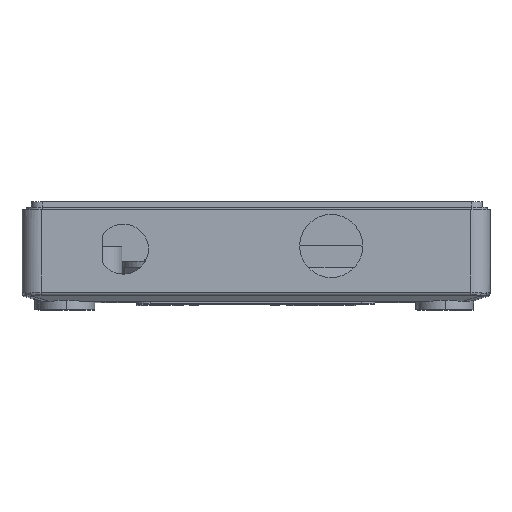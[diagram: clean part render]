
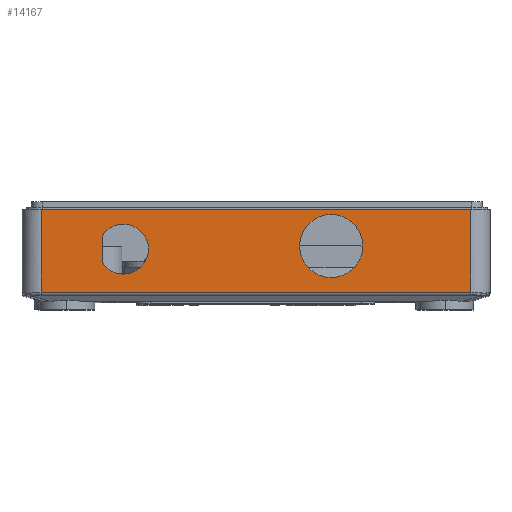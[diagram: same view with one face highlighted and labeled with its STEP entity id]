
A CAD part, top view. The second image highlights one B-rep face of the part: STEP entity #14167.
In plain terms, the highlighted planar face has unit normal (0, 0, 1).
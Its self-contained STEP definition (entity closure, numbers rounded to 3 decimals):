
#1815 = EDGE_CURVE ( 'NONE', #1826, #1816, #6181, .T. ) ;
#1816 = VERTEX_POINT ( 'NONE', #6175 ) ;
#1826 = VERTEX_POINT ( 'NONE', #6251 ) ;
#1831 = VERTEX_POINT ( 'NONE', #6169 ) ;
#1850 = EDGE_CURVE ( 'NONE', #1858, #1831, #11497, .T. ) ;
#1858 = VERTEX_POINT ( 'NONE', #11530 ) ;
#6169 = CARTESIAN_POINT ( 'NONE',  ( 10.415, 8.532, 0. ) ) ;
#6171 = DIRECTION ( 'NONE',  ( 1., 0., 0. ) ) ;
#6173 = DIRECTION ( 'NONE',  ( 0., 0., 1. ) ) ;
#6174 = CARTESIAN_POINT ( 'NONE',  ( 40.165, 7.2, 0. ) ) ;
#6175 = CARTESIAN_POINT ( 'NONE',  ( 44.265, 7.2, 0. ) ) ;
#6179 = AXIS2_PLACEMENT_3D ( 'NONE', #6174, #6173, #6171 ) ;
#6181 = CIRCLE ( 'NONE', #6179, 4.1 ) ;
#6251 = CARTESIAN_POINT ( 'NONE',  ( 36.065, 7.2, 0. ) ) ;
#6573 = CARTESIAN_POINT ( 'NONE',  ( 58.3, 11.95, 0. ) ) ;
#6608 = CARTESIAN_POINT ( 'NONE',  ( 58.3, 1.211, 0. ) ) ;
#6765 = DIRECTION ( 'NONE',  ( 0., 1., 0. ) ) ;
#6767 = VECTOR ( 'NONE', #6765, 1000. ) ;
#6768 = CARTESIAN_POINT ( 'NONE',  ( 58.3, 1.6, 0. ) ) ;
#6771 = LINE ( 'NONE', #6768, #6767 ) ;
#9822 = EDGE_CURVE ( 'NONE', #9839, #9945, #15395, .T. ) ;
#9839 = VERTEX_POINT ( 'NONE', #15388 ) ;
#9945 = VERTEX_POINT ( 'NONE', #15574 ) ;
#10316 = EDGE_CURVE ( 'NONE', #9839, #19213, #16124, .T. ) ;
#10630 = EDGE_LOOP ( 'NONE', ( #14734, #18650, #10731, #11281 ) ) ;
#10728 = EDGE_LOOP ( 'NONE', ( #11282, #18649, #14733 ) ) ;
#10731 = ORIENTED_EDGE ( 'NONE', *, *, #19252, .T. ) ;
#11144 = ORIENTED_EDGE ( 'NONE', *, *, #1815, .F. ) ;
#11148 = EDGE_LOOP ( 'NONE', ( #11218, #11144 ) ) ;
#11218 = ORIENTED_EDGE ( 'NONE', *, *, #11277, .F. ) ;
#11276 = EDGE_CURVE ( 'NONE', #9945, #19202, #17667, .T. ) ;
#11277 = EDGE_CURVE ( 'NONE', #1816, #1826, #17642, .T. ) ;
#11280 = VERTEX_POINT ( 'NONE', #17624 ) ;
#11281 = ORIENTED_EDGE ( 'NONE', *, *, #10316, .F. ) ;
#11282 = ORIENTED_EDGE ( 'NONE', *, *, #11283, .F. ) ;
#11283 = EDGE_CURVE ( 'NONE', #1831, #11280, #17656, .T. ) ;
#11319 = EDGE_CURVE ( 'NONE', #11280, #1858, #17506, .T. ) ;
#11497 = CIRCLE ( 'NONE', #11504, 3.25 ) ;
#11504 = AXIS2_PLACEMENT_3D ( 'NONE', #11544, #11543, #11542 ) ;
#11530 = CARTESIAN_POINT ( 'NONE',  ( 16.415, 6.8, 0. ) ) ;
#11542 = DIRECTION ( 'NONE',  ( 1., 0., 0. ) ) ;
#11543 = DIRECTION ( 'NONE',  ( 0., 0., 1. ) ) ;
#11544 = CARTESIAN_POINT ( 'NONE',  ( 13.165, 6.8, 0. ) ) ;
#14167 = ADVANCED_FACE ( 'NONE', ( #18054, #18053, #18062 ), #18066, .F. ) ;
#14733 = ORIENTED_EDGE ( 'NONE', *, *, #11319, .F. ) ;
#14734 = ORIENTED_EDGE ( 'NONE', *, *, #9822, .T. ) ;
#15388 = CARTESIAN_POINT ( 'NONE',  ( 2.49, 11.95, 0. ) ) ;
#15391 = DIRECTION ( 'NONE',  ( 0., -1., 0. ) ) ;
#15392 = VECTOR ( 'NONE', #15391, 1000. ) ;
#15393 = CARTESIAN_POINT ( 'NONE',  ( 2.49, 0.88, 0. ) ) ;
#15395 = LINE ( 'NONE', #15393, #15392 ) ;
#15574 = CARTESIAN_POINT ( 'NONE',  ( 2.49, 1.211, 0. ) ) ;
#16120 = DIRECTION ( 'NONE',  ( 1., 0., 0. ) ) ;
#16121 = VECTOR ( 'NONE', #16120, 1000. ) ;
#16122 = CARTESIAN_POINT ( 'NONE',  ( 0., 11.95, 0. ) ) ;
#16124 = LINE ( 'NONE', #16122, #16121 ) ;
#17274 = DIRECTION ( 'NONE',  ( 0., 0., 1. ) ) ;
#17504 = CARTESIAN_POINT ( 'NONE',  ( 13.165, 6.8, 0. ) ) ;
#17505 = AXIS2_PLACEMENT_3D ( 'NONE', #17504, #17274, #17712 ) ;
#17506 = CIRCLE ( 'NONE', #17505, 3.25 ) ;
#17624 = CARTESIAN_POINT ( 'NONE',  ( 10.415, 5.068, 0. ) ) ;
#17642 = CIRCLE ( 'NONE', #17674, 4.1 ) ;
#17652 = CARTESIAN_POINT ( 'NONE',  ( 10.415, 5.068, 0. ) ) ;
#17653 = DIRECTION ( 'NONE',  ( 1., 0., 0. ) ) ;
#17654 = DIRECTION ( 'NONE',  ( 0., 0., 1. ) ) ;
#17655 = CARTESIAN_POINT ( 'NONE',  ( 40.165, 7.2, 0. ) ) ;
#17656 = LINE ( 'NONE', #17652, #17705 ) ;
#17659 = DIRECTION ( 'NONE',  ( 1., 0., 0. ) ) ;
#17660 = VECTOR ( 'NONE', #17659, 1000. ) ;
#17661 = CARTESIAN_POINT ( 'NONE',  ( 58.3, 1.211, 0. ) ) ;
#17667 = LINE ( 'NONE', #17661, #17660 ) ;
#17674 = AXIS2_PLACEMENT_3D ( 'NONE', #17655, #17654, #17653 ) ;
#17704 = DIRECTION ( 'NONE',  ( 0., -1., 0. ) ) ;
#17705 = VECTOR ( 'NONE', #17704, 1000. ) ;
#17712 = DIRECTION ( 'NONE',  ( 1., 0., 0. ) ) ;
#18031 = CARTESIAN_POINT ( 'NONE',  ( 0., 1.6, 0. ) ) ;
#18039 = DIRECTION ( 'NONE',  ( -1., 0., 0. ) ) ;
#18040 = DIRECTION ( 'NONE',  ( 0., 0., -1. ) ) ;
#18053 = FACE_BOUND ( 'NONE', #10728, .T. ) ;
#18054 = FACE_BOUND ( 'NONE', #11148, .T. ) ;
#18056 = AXIS2_PLACEMENT_3D ( 'NONE', #18031, #18040, #18039 ) ;
#18062 = FACE_OUTER_BOUND ( 'NONE', #10630, .T. ) ;
#18066 = PLANE ( 'NONE',  #18056 ) ;
#18649 = ORIENTED_EDGE ( 'NONE', *, *, #1850, .F. ) ;
#18650 = ORIENTED_EDGE ( 'NONE', *, *, #11276, .T. ) ;
#19202 = VERTEX_POINT ( 'NONE', #6608 ) ;
#19213 = VERTEX_POINT ( 'NONE', #6573 ) ;
#19252 = EDGE_CURVE ( 'NONE', #19202, #19213, #6771, .T. ) ;
